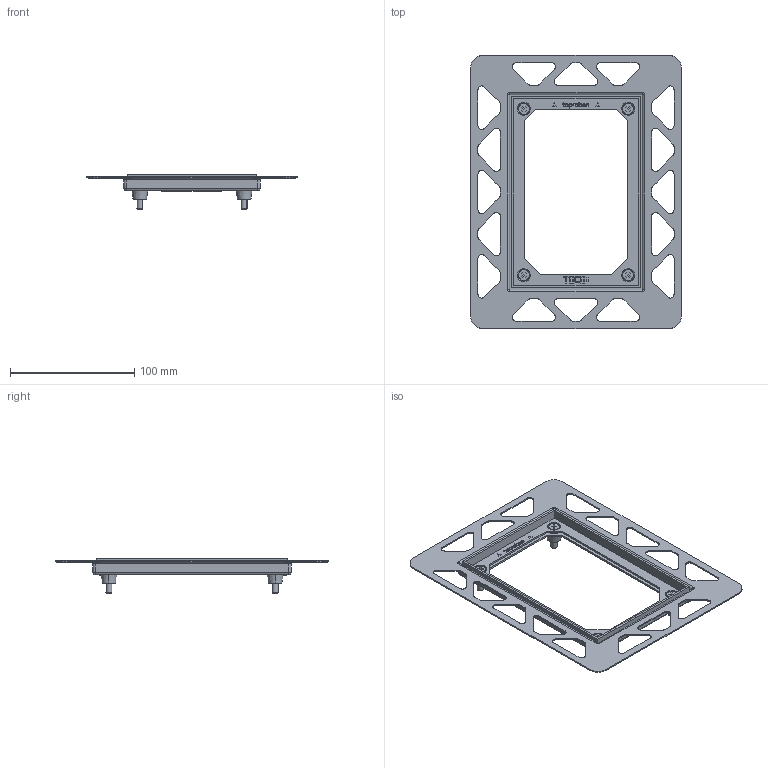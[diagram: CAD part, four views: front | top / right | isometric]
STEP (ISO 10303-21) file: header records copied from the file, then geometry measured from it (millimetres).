
FILE_DESCRIPTION((''),'2;1');
FILE_NAME('SP549_013_00_ASM','2017-01-13T',('mschlueter'),('NET'),'PRO/ENGINEER BY PARAMETRIC TECHNOLOGY CORPORATION, 2014090','PRO/ENGINEER BY PARAMETRIC TECHNOLOGY CORPORATION, 2014090','');
FILE_SCHEMA(('CONFIG_CONTROL_DESIGN'));
Products named in the file (8): SP540_039_00; NT035_005_07; SP549_012_00_ASM; SP540_038_00; SP860_021_00; NT030_004_00; SP860_014_04; SP549_013_00_ASM
Assembly tree (19 placements, depth 3):
  SP549_013_00_ASM
    SP549_012_00_ASM
      SP540_039_00
      NT035_005_07  x4
    SP540_038_00
    SP860_021_00  x4
    NT030_004_00  x4
    SP860_014_04  x4
Bounding box: 170 x 220 x 27.7 mm (x, y, z)
Volume: 49463.7 mm3; surface area: 79815.2 mm2
Topology: 18 solids, 18 shells, 2322 faces, 6373 edges, 4222 vertices
Faces by surface type: plane 2038, cone 136, cylinder 128, bspline 8, torus 8, sphere 4
Entity records: 100825 total; most frequent: CARTESIAN_POINT 12574, ORIENTED_EDGE 11942, DIRECTION 10573, PRESENTATION_STYLE_ASSIGNMENT 7989, STYLED_ITEM 7989, EDGE_CURVE 5971, CURVE_STYLE 5893, VECTOR 5619
